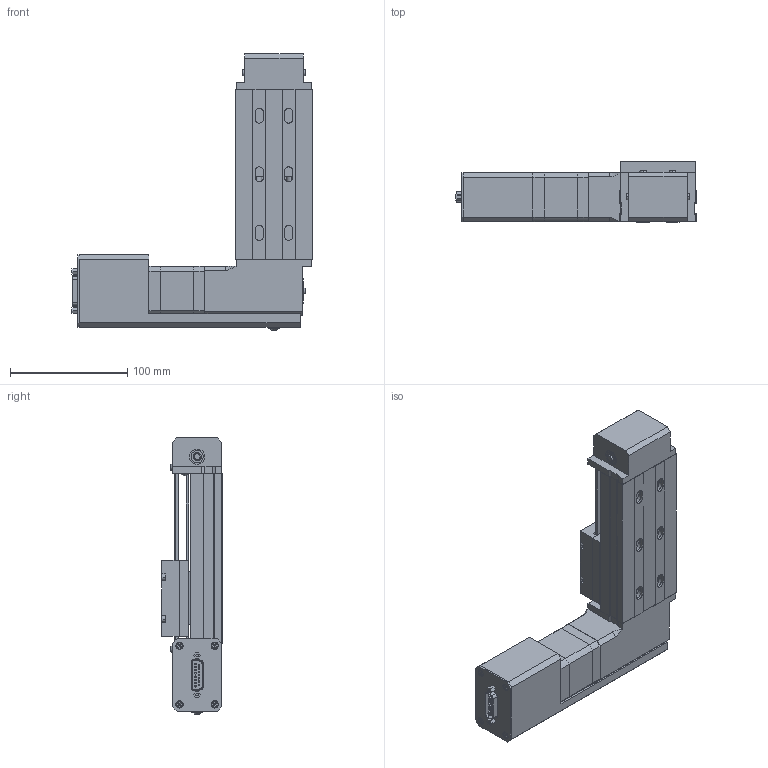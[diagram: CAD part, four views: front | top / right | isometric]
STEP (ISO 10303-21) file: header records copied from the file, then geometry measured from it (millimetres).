
FILE_DESCRIPTION (( 'STEP AP203' ), '1' );
FILE_NAME ('BLQ0070-E01CT3A.step', '2023-05-18T00:11:48', ( '' ), ( '' ), 'SwSTEP 2.0', 'SolidWorks 2019', '' );
FILE_SCHEMA (( 'CONFIG_CONTROL_DESIGN' ));
Length unit declared in the file: millimetre
Products named in the file (4): BLQ_carriage^BLQ_Rigid Cover; BLQ_base^BLQ_BLQ0070-C1; BLQ0070-E01CT3A; NMS17_motor^BLQ_BLQ-E01T3A
Assembly tree (3 placements, depth 2):
  BLQ0070-E01CT3A
    BLQ_base^BLQ_BLQ0070-C1
    BLQ_carriage^BLQ_Rigid Cover
    NMS17_motor^BLQ_BLQ-E01T3A
Bounding box: 204.61 x 51.8 x 235.2 mm (x, y, z)
Volume: 758060.4 mm3; surface area: 190698.4 mm2
Topology: 29 solids, 29 shells, 793 faces, 2036 edges, 1332 vertices
Faces by surface type: plane 431, cylinder 310, cone 26, torus 16, sphere 10
Entity records: 24664 total; most frequent: CARTESIAN_POINT 4353, DIRECTION 4302, ORIENTED_EDGE 4024, EDGE_CURVE 2012, AXIS2_PLACEMENT_3D 1537, VERTEX_POINT 1324, VECTOR 1228, LINE 1228
